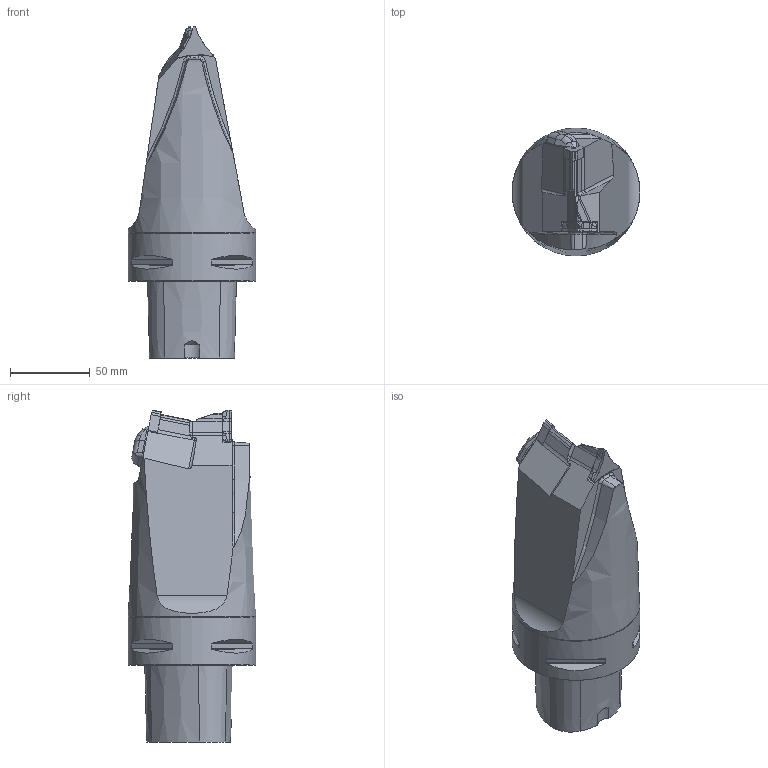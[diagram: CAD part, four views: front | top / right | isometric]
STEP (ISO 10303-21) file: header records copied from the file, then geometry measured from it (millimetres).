
FILE_DESCRIPTION(/* description */ (''),/* implementation_level */ '2;1');
FILE_NAME(/* name */ '1672753242469.stp',/* time_stamp */ '2023-01-03T14:40:48+01:00',/* author */ (''),/* organization */ ('SMS'),/* preprocessor_version */ 'ST-DEVELOPER v16.7',/* originating_system */ 'SIEMENS PLM Software NX 12.0',/* authorisation */ '');
FILE_SCHEMA (('AUTOMOTIVE_DESIGN { 1 0 10303 214 3 1 1 1 }'));
Length unit declared in the file: millimetre
Products named in the file (5): 204263848mod000_00; 204263842mod000_00; ASSEMBLY_CONSTRUCTION; 204263610mod000_02; 204265624mod000_01
Assembly tree (4 placements, depth 2):
  204265624mod000_01
    204263610mod000_02
    ASSEMBLY_CONSTRUCTION
    204263842mod000_00
    204263848mod000_00
Bounding box: 80.15 x 80.15 x 208 mm (x, y, z)
Volume: 644540.7 mm3; surface area: 50936 mm2
Topology: 3 solids, 3 shells, 225 faces, 612 edges, 408 vertices
Faces by surface type: plane 97, cylinder 66, cone 24, bspline 18, torus 11, revolution 9
Full cylindrical faces by diameter (mm): 80 x1
Entity records: 8492 total; most frequent: CARTESIAN_POINT 2817, ORIENTED_EDGE 1206, DIRECTION 1048, EDGE_CURVE 603, VERTEX_POINT 393, AXIS2_PLACEMENT_3D 368, LINE 303, VECTOR 303
